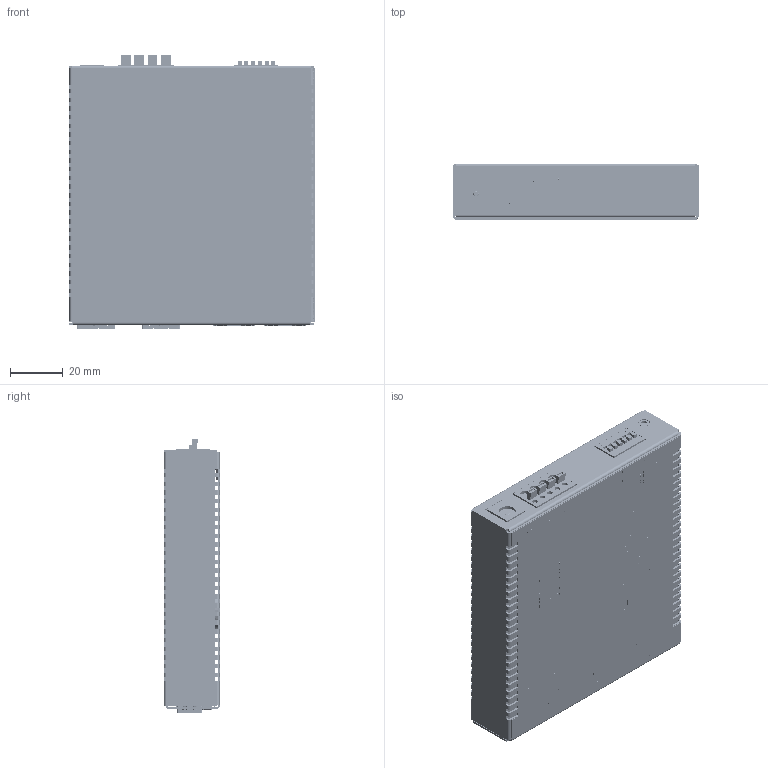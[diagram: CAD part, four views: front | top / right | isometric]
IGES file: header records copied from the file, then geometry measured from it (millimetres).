
Start section: SolidWorks IGES file using analytic representation for surfaces
Global section: file name: IMC-574I-NEW.IGS; native system: SolidWorks 2018; preprocessor: SolidWorks 2018; author: Jacky.Hsiao; date: 200721.145507; units: millimetre
Bounding box: 92.84 x 21.36 x 103.3 mm (x, y, z)
Surface area: 63861.4 mm2 (no closed solid volume)
Topology: 0 solids, 0 shells, 6323 faces, 52658 edges, 52628 vertices
Faces by surface type: bspline 5560, revolution 763
